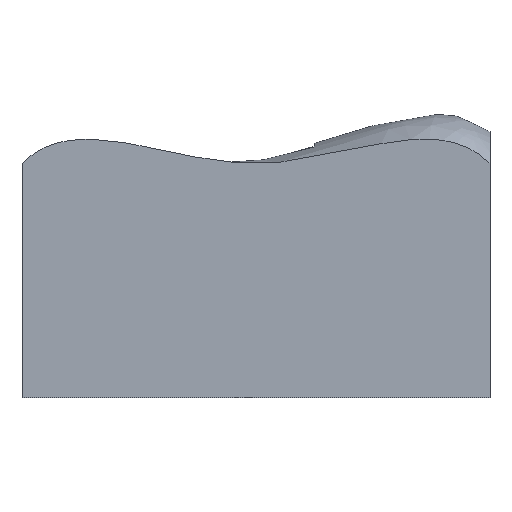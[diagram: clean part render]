
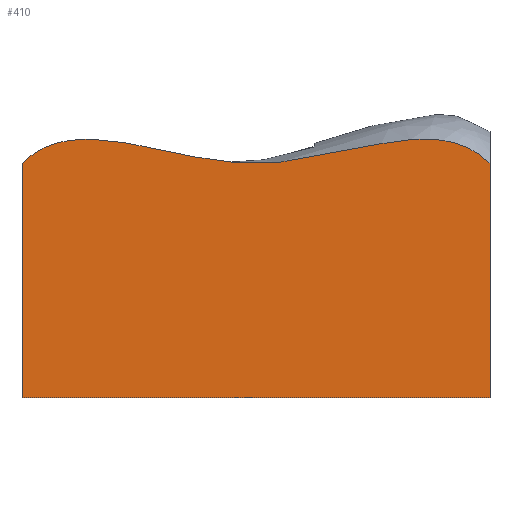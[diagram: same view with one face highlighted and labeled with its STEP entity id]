
A CAD part, left-side view. The second image highlights one B-rep face of the part: STEP entity #410.
In plain terms, the highlighted planar face has unit normal (-1, 0, 0).
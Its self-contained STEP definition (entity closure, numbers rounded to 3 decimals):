
#91=CARTESIAN_POINT('POINT11',(-40.,-40.,-20.));
#92=VERTEX_POINT('VERTEX11',#91);
#99=CARTESIAN_POINT('POINT12',(-40.,40.,-20.));
#100=VERTEX_POINT('VERTEX12',#99);
#101=CARTESIAN_POINT('POS13',(-40.,0.,-20.));
#102=DIRECTION('DIR15',(0.,1.,0.));
#103=VECTOR('VEC11',#102,1.);
#104=LINE('STRAIGHT11',#101,#103);
#105=EDGE_CURVE('EDGE11',#92,#100,#104,.T.);
#352=CARTESIAN_POINT('POINT25',(-40.,-40.,20.));
#353=VERTEX_POINT('VERTEX25',#352);
#354=CARTESIAN_POINT('POS34',(-40.,-40.,0.));
#355=DIRECTION('DIR44',(0.,0.,-1.));
#356=VECTOR('VEC24',#355,1.);
#357=LINE('STRAIGHT24',#354,#356);
#358=EDGE_CURVE('EDGE33',#353,#92,#357,.T.);
#385=CARTESIAN_POINT('POINT27',(-40.,40.,20.));
#386=VERTEX_POINT('VERTEX27',#385);
#387=CARTESIAN_POINT('POS37',(-40.,40.,0.));
#388=DIRECTION('DIR48',(0.,0.,-1.));
#389=VECTOR('VEC26',#388,1.);
#390=LINE('STRAIGHT26',#387,#389);
#391=EDGE_CURVE('EDGE36',#386,#100,#390,.T.);
#392=ORIENTED_EDGE('COEDGE53',*,*,#391,.T.);
#393=ORIENTED_EDGE('COEDGE54',*,*,#105,.F.);
#394=ORIENTED_EDGE('COEDGE55',*,*,#358,.F.);
#395=B_SPLINE_CURVE_WITH_KNOTS('SPLINE_CRV11',3,(#396,#397,#398,#399,
   #400),.UNSPECIFIED.,.F.,.F.,(4,1,4),(0.,40.,80.),
   .UNSPECIFIED.);
#396=CARTESIAN_POINT('',(-40.,-40.,20.));
#397=CARTESIAN_POINT('',(-40.,-30.572,
   29.428));
#398=CARTESIAN_POINT('',(-40.,0.,10.572));
#399=CARTESIAN_POINT('',(-40.,30.572,
   29.428));
#400=CARTESIAN_POINT('',(-40.,40.,20.));
#401=EDGE_CURVE('EDGE37',#386,#353,#395,.F.);
#402=ORIENTED_EDGE('COEDGE56',*,*,#401,.F.);
#403=EDGE_LOOP('NONE',(#392,#393,#394,#402));
#404=FACE_BOUND('LOOP1',#403,.T.);
#405=CARTESIAN_POINT('POS38',(-40.,0.,0.));
#406=DIRECTION('DIR49',(1.,0.,0.));
#407=DIRECTION('DIR50',(0.,1.,0.));
#408=AXIS2_PLACEMENT_3D('AXIS12',#405,#406,#407);
#409=PLANE('PLANE12',#408);
#410=ADVANCED_FACE('FACE12',(#404),#409,.F.);
